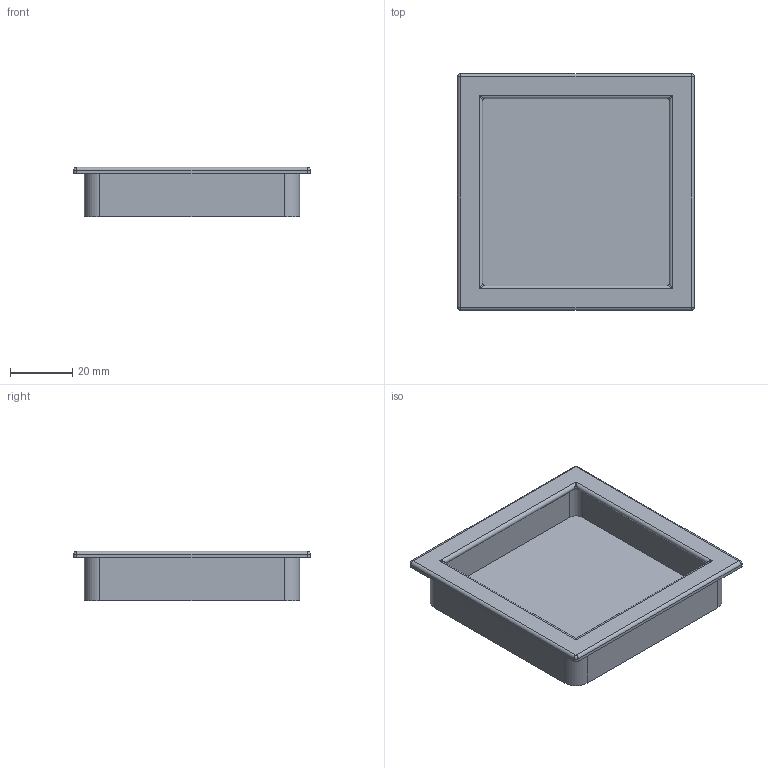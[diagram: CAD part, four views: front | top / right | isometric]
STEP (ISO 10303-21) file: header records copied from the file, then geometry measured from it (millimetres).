
FILE_DESCRIPTION(('Creo Elements/Direct Modeling STEP Export'),'2;1');
FILE_NAME('2152-76.stp','2017-09-06T14:48:57',(''),(''),'Creo Elements/Direct Modeling STEP processor for AP214 (Solid Model)','Creo Elements/Direct Modeling 20.0 12-Nov-2016 (C) Parametric Technology GmbH','');
FILE_SCHEMA(('AUTOMOTIVE_DESIGN { 1 0 10303 214 1 1 1 1 }'));
Length unit declared in the file: millimetre
Products named in the file (2): Muschel
Assembly tree (1 placements, depth 2):
  Muschel
    Muschel
Bounding box: 76 x 76 x 16 mm (x, y, z)
Volume: 20003.1 mm3; surface area: 20408.5 mm2
Topology: 1 solids, 1 shells, 45 faces, 112 edges, 60 vertices
Faces by surface type: cylinder 20, plane 17, sphere 4, bspline 4
Entity records: 4059 total; most frequent: CARTESIAN_POINT 3027, DIRECTION 210, ORIENTED_EDGE 200, EDGE_CURVE 100, AXIS2_PLACEMENT_3D 75, VERTEX_POINT 60, VECTOR 60, LINE 60
